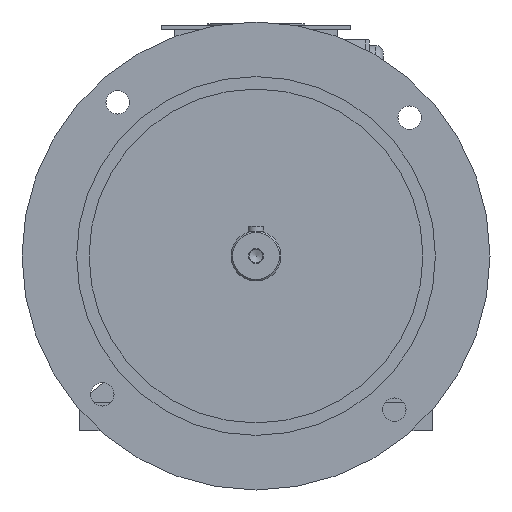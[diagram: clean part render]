
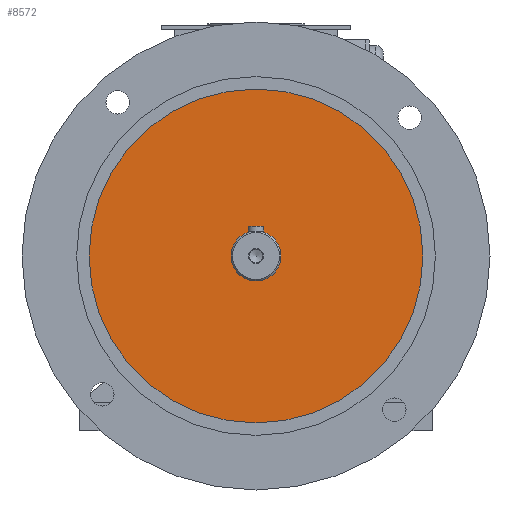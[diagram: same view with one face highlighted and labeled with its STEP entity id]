
A CAD part, front view. The second image highlights one B-rep face of the part: STEP entity #8572.
In plain terms, the highlighted planar face has unit normal (0, -1, 0).
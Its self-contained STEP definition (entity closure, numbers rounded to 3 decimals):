
#412=CIRCLE('',#9129,107.);
#422=CIRCLE('',#9152,16.);
#2074=ORIENTED_EDGE('',*,*,#3063,.T.);
#2075=ORIENTED_EDGE('',*,*,#3043,.F.);
#3043=EDGE_CURVE('',#3681,#3681,#412,.T.);
#3063=EDGE_CURVE('',#3698,#3698,#422,.T.);
#3681=VERTEX_POINT('',#12794);
#3698=VERTEX_POINT('',#13056);
#5258=EDGE_LOOP('',(#2074));
#5259=EDGE_LOOP('',(#2075));
#5651=FACE_BOUND('',#5258,.T.);
#5652=FACE_BOUND('',#5259,.T.);
#5899=PLANE('',#9153);
#8572=ADVANCED_FACE('',(#5651,#5652),#5899,.F.);
#9129=AXIS2_PLACEMENT_3D('',#12793,#10763,#10764);
#9152=AXIS2_PLACEMENT_3D('',#13055,#10817,#10818);
#9153=AXIS2_PLACEMENT_3D('',#13057,#10819,#10820);
#10763=DIRECTION('',(0.,1.,0.));
#10764=DIRECTION('',(0.,0.,1.));
#10817=DIRECTION('',(0.,1.,0.));
#10818=DIRECTION('',(1.,0.,0.));
#10819=DIRECTION('',(0.,1.,0.));
#10820=DIRECTION('',(0.,0.,1.));
#12793=CARTESIAN_POINT('',(0.,-35.,0.));
#12794=CARTESIAN_POINT('',(0.,-35.,107.));
#13055=CARTESIAN_POINT('',(0.,-35.,0.));
#13056=CARTESIAN_POINT('',(16.,-35.,0.));
#13057=CARTESIAN_POINT('',(0.,-35.,0.));
